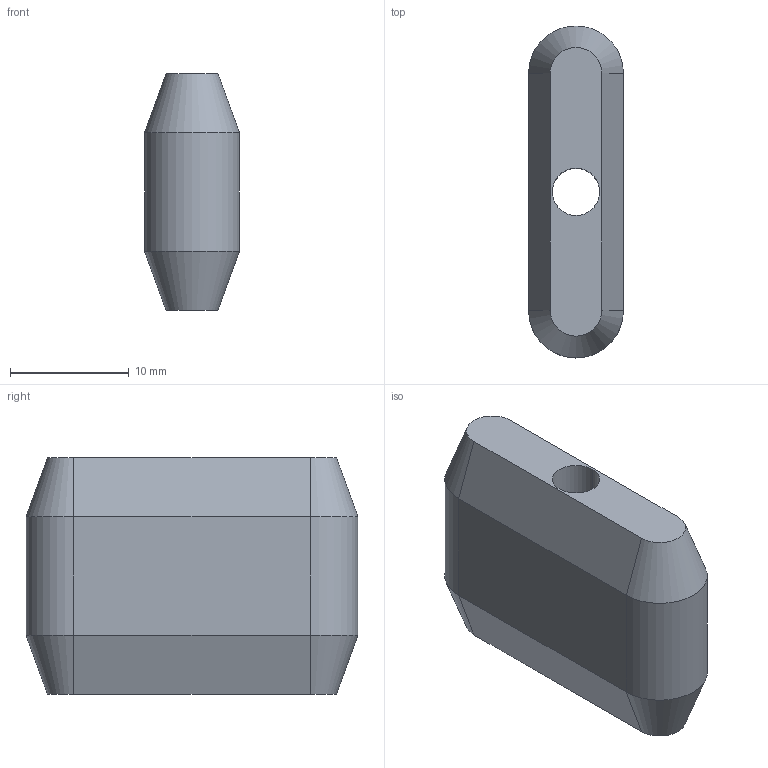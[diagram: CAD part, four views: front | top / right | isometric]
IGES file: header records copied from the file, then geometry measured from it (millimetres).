
Start section: SolidWorks IGES file using analytic representation for surfaces
Global section: file name: Entretoise.IGS; native system: SolidWorks 2013; preprocessor: SolidWorks 2013; author: W7; date: 190123.161615; units: millimetre
Bounding box: 8 x 28 x 20 mm (x, y, z)
Volume: 3396 mm3; surface area: 1714.1 mm2
Topology: 1 solids, 1 shells, 16 faces, 34 edges, 20 vertices
Faces by surface type: revolution 8, plane 8
